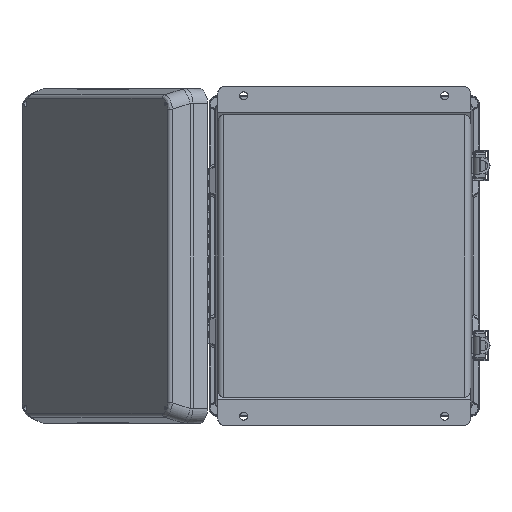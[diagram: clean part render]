
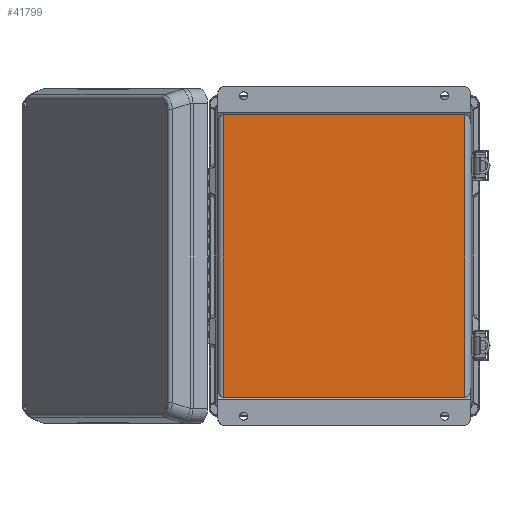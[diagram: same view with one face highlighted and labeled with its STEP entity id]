
A CAD part, front view. The second image highlights one B-rep face of the part: STEP entity #41799.
In plain terms, the highlighted planar face has unit normal (0, -1, 0).
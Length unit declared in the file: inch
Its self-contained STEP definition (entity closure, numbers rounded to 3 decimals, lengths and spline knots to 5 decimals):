
#1846 = FACE_OUTER_BOUND ( 'NONE', #35543, .T. ) ;
#4475 = DIRECTION ( 'NONE',  ( -1., 0., 0. ) ) ;
#4478 = CARTESIAN_POINT ( 'NONE',  ( 5.11811, 0.05906, -1.12591 ) ) ;
#8644 = EDGE_CURVE ( 'NONE', #29253, #29258, #39256, .T. ) ;
#8647 = EDGE_CURVE ( 'NONE', #29261, #29253, #39247, .T. ) ;
#8793 = EDGE_CURVE ( 'NONE', #29255, #29258, #38925, .T. ) ;
#8852 = EDGE_CURVE ( 'NONE', #29261, #29255, #38810, .T. ) ;
#26724 = PLANE ( 'NONE',  #43732 ) ;
#26725 = CARTESIAN_POINT ( 'NONE',  ( 5.11811, 0.05906, -1.12591 ) ) ;
#26730 = DIRECTION ( 'NONE',  ( 0., 1., 0. ) ) ;
#26731 = DIRECTION ( 'NONE',  ( 0., 0., 1. ) ) ;
#29253 = VERTEX_POINT ( 'NONE', #40171 ) ;
#29255 = VERTEX_POINT ( 'NONE', #40173 ) ;
#29258 = VERTEX_POINT ( 'NONE', #40176 ) ;
#29261 = VERTEX_POINT ( 'NONE', #40179 ) ;
#31262 = CARTESIAN_POINT ( 'NONE',  ( 4.80523, 0.05906, -1.12591 ) ) ;
#31284 = DIRECTION ( 'NONE',  ( 0., 0., 1. ) ) ;
#34093 = ORIENTED_EDGE ( 'NONE', *, *, #8793, .T. ) ;
#34094 = ORIENTED_EDGE ( 'NONE', *, *, #8852, .T. ) ;
#34095 = ORIENTED_EDGE ( 'NONE', *, *, #8647, .F. ) ;
#34096 = ORIENTED_EDGE ( 'NONE', *, *, #8644, .F. ) ;
#35543 = EDGE_LOOP ( 'NONE', ( #34096, #34095, #34094, #34093 ) ) ;
#37655 = DIRECTION ( 'NONE',  ( -1., 0., 0. ) ) ;
#37660 = CARTESIAN_POINT ( 'NONE',  ( 5.11811, 0.05906, -12.37803 ) ) ;
#37685 = CARTESIAN_POINT ( 'NONE',  ( -4.80523, 0.05906, -1.12591 ) ) ;
#37690 = DIRECTION ( 'NONE',  ( 0., 0., 1. ) ) ;
#38807 = VECTOR ( 'NONE', #31284, 39.37008 ) ;
#38810 = LINE ( 'NONE', #31262, #38807 ) ;
#38914 = VECTOR ( 'NONE', #4475, 39.37008 ) ;
#38925 = LINE ( 'NONE', #4478, #38914 ) ;
#39247 = LINE ( 'NONE', #37660, #39253 ) ;
#39249 = VECTOR ( 'NONE', #37690, 39.37008 ) ;
#39253 = VECTOR ( 'NONE', #37655, 39.37008 ) ;
#39256 = LINE ( 'NONE', #37685, #39249 ) ;
#40171 = CARTESIAN_POINT ( 'NONE',  ( -4.80523, 0.05906, -12.37803 ) ) ;
#40173 = CARTESIAN_POINT ( 'NONE',  ( 4.80523, 0.05906, -1.12591 ) ) ;
#40176 = CARTESIAN_POINT ( 'NONE',  ( -4.80523, 0.05906, -1.12591 ) ) ;
#40179 = CARTESIAN_POINT ( 'NONE',  ( 4.80523, 0.05906, -12.37803 ) ) ;
#41799 = ADVANCED_FACE ( 'NONE', ( #1846 ), #26724, .F. ) ;
#43732 = AXIS2_PLACEMENT_3D ( 'NONE', #26725, #26730, #26731 ) ;
